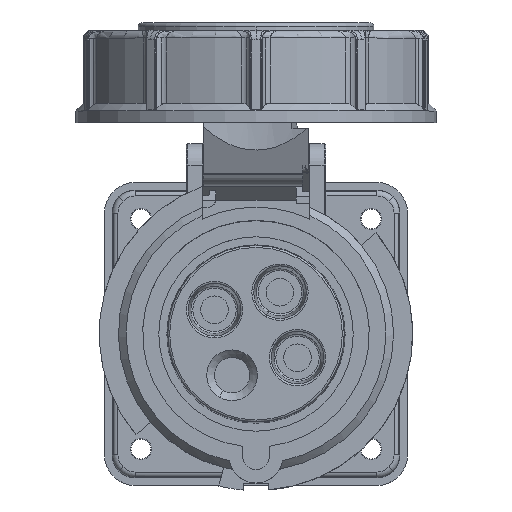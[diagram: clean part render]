
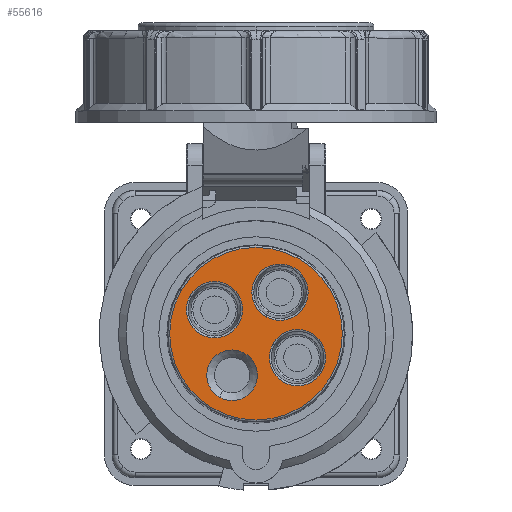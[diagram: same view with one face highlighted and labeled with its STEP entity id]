
A CAD part, top view. The second image highlights one B-rep face of the part: STEP entity #55616.
In plain terms, the highlighted planar face has unit normal (0, 0, 1).
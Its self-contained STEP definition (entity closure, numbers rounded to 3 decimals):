
#903 = VERTEX_POINT ( 'NONE', #51884 ) ;
#1834 = AXIS2_PLACEMENT_3D ( 'NONE', #35500, #19564, #65113 ) ;
#2381 = CARTESIAN_POINT ( 'NONE',  ( -17.186, 9.922, 42. ) ) ;
#2430 = DIRECTION ( 'NONE',  ( -0.866, 0.5, 0. ) ) ;
#2627 = CIRCLE ( 'NONE', #14479, 22.501 ) ;
#2789 = DIRECTION ( 'NONE',  ( -0.5, -0.866, 0. ) ) ;
#3170 = ORIENTED_EDGE ( 'NONE', *, *, #54015, .F. ) ;
#3277 = DIRECTION ( 'NONE',  ( -0.5, -0.866, 0. ) ) ;
#3660 = ORIENTED_EDGE ( 'NONE', *, *, #26556, .F. ) ;
#4049 = CARTESIAN_POINT ( 'NONE',  ( 6.25, 10.825, 42. ) ) ;
#4746 = VERTEX_POINT ( 'NONE', #64799 ) ;
#5111 = VERTEX_POINT ( 'NONE', #60519 ) ;
#5702 = FACE_BOUND ( 'NONE', #8667, .T. ) ;
#6107 = EDGE_LOOP ( 'NONE', ( #23956, #3170 ) ) ;
#7986 = DIRECTION ( 'NONE',  ( -0.5, -0.866, 0. ) ) ;
#8024 = CIRCLE ( 'NONE', #11568, 7.345 ) ;
#8224 = CIRCLE ( 'NONE', #60269, 7.345 ) ;
#8348 = ORIENTED_EDGE ( 'NONE', *, *, #62424, .F. ) ;
#8667 = EDGE_LOOP ( 'NONE', ( #54341, #8348 ) ) ;
#10551 = VERTEX_POINT ( 'NONE', #30765 ) ;
#11568 = AXIS2_PLACEMENT_3D ( 'NONE', #37355, #55460, #71074 ) ;
#12588 = CARTESIAN_POINT ( 'NONE',  ( -10.825, 6.25, 42. ) ) ;
#14479 = AXIS2_PLACEMENT_3D ( 'NONE', #55942, #32287, #27109 ) ;
#18561 = CIRCLE ( 'NONE', #43386, 6.6 ) ;
#19564 = DIRECTION ( 'NONE',  ( 0., 0., 1. ) ) ;
#22963 = VERTEX_POINT ( 'NONE', #2381 ) ;
#23956 = ORIENTED_EDGE ( 'NONE', *, *, #33393, .F. ) ;
#26556 = EDGE_CURVE ( 'NONE', #22963, #903, #27409, .T. ) ;
#27109 = DIRECTION ( 'NONE',  ( -0.5, -0.866, 0. ) ) ;
#27409 = CIRCLE ( 'NONE', #34470, 7.345 ) ;
#27954 = DIRECTION ( 'NONE',  ( 0., 0., -1. ) ) ;
#28387 = CIRCLE ( 'NONE', #66238, 7.345 ) ;
#28574 = VERTEX_POINT ( 'NONE', #53461 ) ;
#29056 = AXIS2_PLACEMENT_3D ( 'NONE', #42420, #64276, #2430 ) ;
#30765 = CARTESIAN_POINT ( 'NONE',  ( 17.186, -9.922, 42. ) ) ;
#32287 = DIRECTION ( 'NONE',  ( 0., 0., -1. ) ) ;
#32704 = EDGE_CURVE ( 'NONE', #68857, #50246, #40769, .T. ) ;
#33280 = DIRECTION ( 'NONE',  ( -0.866, 0.5, 0. ) ) ;
#33375 = EDGE_CURVE ( 'NONE', #903, #22963, #43257, .T. ) ;
#33393 = EDGE_CURVE ( 'NONE', #28574, #58294, #65736, .T. ) ;
#33489 = CARTESIAN_POINT ( 'NONE',  ( -2.136, -3.7, 42. ) ) ;
#33758 = AXIS2_PLACEMENT_3D ( 'NONE', #36845, #53860, #2789 ) ;
#34219 = PLANE ( 'NONE',  #70179 ) ;
#34434 = DIRECTION ( 'NONE',  ( 0., 0., 1. ) ) ;
#34470 = AXIS2_PLACEMENT_3D ( 'NONE', #12588, #34434, #35174 ) ;
#35174 = DIRECTION ( 'NONE',  ( -0.866, 0.5, 0. ) ) ;
#35500 = CARTESIAN_POINT ( 'NONE',  ( 10.825, -6.25, 42. ) ) ;
#35552 = ORIENTED_EDGE ( 'NONE', *, *, #33375, .F. ) ;
#36845 = CARTESIAN_POINT ( 'NONE',  ( -6.25, -10.825, 42. ) ) ;
#36875 = VERTEX_POINT ( 'NONE', #46342 ) ;
#36945 = CARTESIAN_POINT ( 'NONE',  ( -6.25, -10.825, 42. ) ) ;
#37307 = CIRCLE ( 'NONE', #1834, 7.345 ) ;
#37355 = CARTESIAN_POINT ( 'NONE',  ( 6.25, 10.825, 42. ) ) ;
#39117 = DIRECTION ( 'NONE',  ( -0.866, 0.5, 0. ) ) ;
#39405 = DIRECTION ( 'NONE',  ( -1., 0., 0. ) ) ;
#39777 = FACE_BOUND ( 'NONE', #60336, .T. ) ;
#40769 = CIRCLE ( 'NONE', #33758, 6.6 ) ;
#41320 = DIRECTION ( 'NONE',  ( 0., 0., -1. ) ) ;
#42420 = CARTESIAN_POINT ( 'NONE',  ( -10.825, 6.25, 42. ) ) ;
#43257 = CIRCLE ( 'NONE', #29056, 7.345 ) ;
#43386 = AXIS2_PLACEMENT_3D ( 'NONE', #36945, #59546, #3277 ) ;
#44673 = CARTESIAN_POINT ( 'NONE',  ( 10.825, -6.25, 42. ) ) ;
#45227 = EDGE_CURVE ( 'NONE', #50246, #68857, #18561, .T. ) ;
#45315 = FACE_OUTER_BOUND ( 'NONE', #6107, .T. ) ;
#46342 = CARTESIAN_POINT ( 'NONE',  ( 9.922, 17.186, 42. ) ) ;
#46524 = EDGE_CURVE ( 'NONE', #4746, #36875, #8024, .T. ) ;
#46980 = ORIENTED_EDGE ( 'NONE', *, *, #45227, .T. ) ;
#49582 = EDGE_CURVE ( 'NONE', #5111, #10551, #28387, .T. ) ;
#50246 = VERTEX_POINT ( 'NONE', #59134 ) ;
#50496 = FACE_BOUND ( 'NONE', #59659, .T. ) ;
#50902 = EDGE_CURVE ( 'NONE', #36875, #4746, #8224, .T. ) ;
#51472 = AXIS2_PLACEMENT_3D ( 'NONE', #69838, #41320, #7986 ) ;
#51884 = CARTESIAN_POINT ( 'NONE',  ( -4.465, 2.578, 42. ) ) ;
#53461 = CARTESIAN_POINT ( 'NONE',  ( 19.487, -11.251, 42. ) ) ;
#53860 = DIRECTION ( 'NONE',  ( 0., 0., -1. ) ) ;
#54015 = EDGE_CURVE ( 'NONE', #58294, #28574, #2627, .T. ) ;
#54341 = ORIENTED_EDGE ( 'NONE', *, *, #49582, .F. ) ;
#54701 = ORIENTED_EDGE ( 'NONE', *, *, #50902, .F. ) ;
#55460 = DIRECTION ( 'NONE',  ( 0., 0., 1. ) ) ;
#55616 = ADVANCED_FACE ( 'NONE', ( #45315, #5702, #39777, #72761, #50496 ), #34219, .F. ) ;
#55942 = CARTESIAN_POINT ( 'NONE',  ( 0., 0., 42. ) ) ;
#57929 = CARTESIAN_POINT ( 'NONE',  ( -19.487, 11.251, 42. ) ) ;
#58294 = VERTEX_POINT ( 'NONE', #57929 ) ;
#59134 = CARTESIAN_POINT ( 'NONE',  ( -9.55, -16.541, 42. ) ) ;
#59472 = EDGE_LOOP ( 'NONE', ( #72815, #54701 ) ) ;
#59546 = DIRECTION ( 'NONE',  ( 0., 0., -1. ) ) ;
#59659 = EDGE_LOOP ( 'NONE', ( #35552, #3660 ) ) ;
#60267 = DIRECTION ( 'NONE',  ( 0., 0., 1. ) ) ;
#60269 = AXIS2_PLACEMENT_3D ( 'NONE', #4049, #71814, #33280 ) ;
#60336 = EDGE_LOOP ( 'NONE', ( #46980, #63522 ) ) ;
#60519 = CARTESIAN_POINT ( 'NONE',  ( 4.465, -2.578, 42. ) ) ;
#62424 = EDGE_CURVE ( 'NONE', #10551, #5111, #37307, .T. ) ;
#63522 = ORIENTED_EDGE ( 'NONE', *, *, #32704, .T. ) ;
#64276 = DIRECTION ( 'NONE',  ( 0., 0., 1. ) ) ;
#64799 = CARTESIAN_POINT ( 'NONE',  ( 2.578, 4.465, 42. ) ) ;
#65113 = DIRECTION ( 'NONE',  ( -0.866, 0.5, 0. ) ) ;
#65736 = CIRCLE ( 'NONE', #51472, 22.501 ) ;
#66238 = AXIS2_PLACEMENT_3D ( 'NONE', #44673, #60267, #39117 ) ;
#68857 = VERTEX_POINT ( 'NONE', #73164 ) ;
#69838 = CARTESIAN_POINT ( 'NONE',  ( 0., 0., 42. ) ) ;
#70179 = AXIS2_PLACEMENT_3D ( 'NONE', #33489, #27954, #39405 ) ;
#71074 = DIRECTION ( 'NONE',  ( -0.866, 0.5, 0. ) ) ;
#71814 = DIRECTION ( 'NONE',  ( 0., 0., 1. ) ) ;
#72761 = FACE_BOUND ( 'NONE', #59472, .T. ) ;
#72815 = ORIENTED_EDGE ( 'NONE', *, *, #46524, .F. ) ;
#73164 = CARTESIAN_POINT ( 'NONE',  ( -2.95, -5.11, 42. ) ) ;
